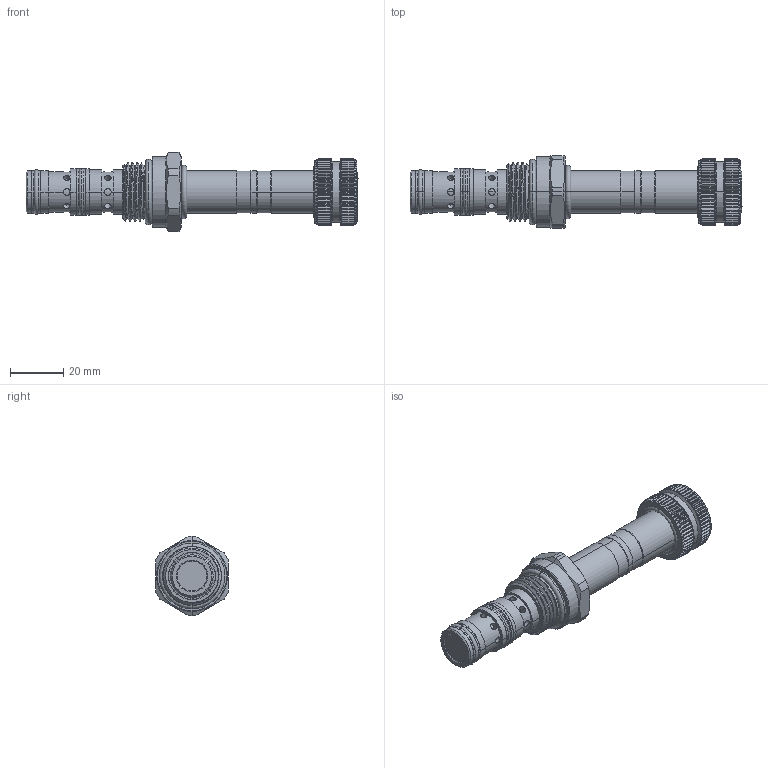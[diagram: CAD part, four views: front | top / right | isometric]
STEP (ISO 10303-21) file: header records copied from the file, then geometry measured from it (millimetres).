
FILE_DESCRIPTION (( 'STEP AP203' ), '1' );
FILE_NAME ('EP10W3C54N04.STEP', '2020-04-08T03:43:48', ( '' ), ( '' ), 'SwSTEP 2.0', 'SolidWorks 2018', '' );
FILE_SCHEMA (( 'CONFIG_CONTROL_DESIGN' ));
Length unit declared in the file: millimetre
Products named in the file (1): EP10W3C54N04
Bounding box: 124.29 x 27 x 29.6 mm (x, y, z)
Volume: 34750.7 mm3; surface area: 12279.1 mm2
Topology: 4 solids, 4 shells, 1044 faces, 2715 edges, 1717 vertices
Faces by surface type: cylinder 444, plane 424, cone 145, torus 20, bspline 11
Entity records: 37292 total; most frequent: CARTESIAN_POINT 12577, ORIENTED_EDGE 5430, DIRECTION 4844, EDGE_CURVE 2715, AXIS2_PLACEMENT_3D 1877, VERTEX_POINT 1717, VECTOR 1090, LINE 1090
